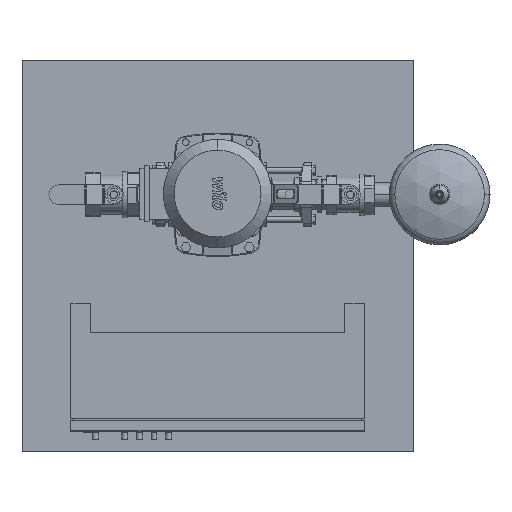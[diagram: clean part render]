
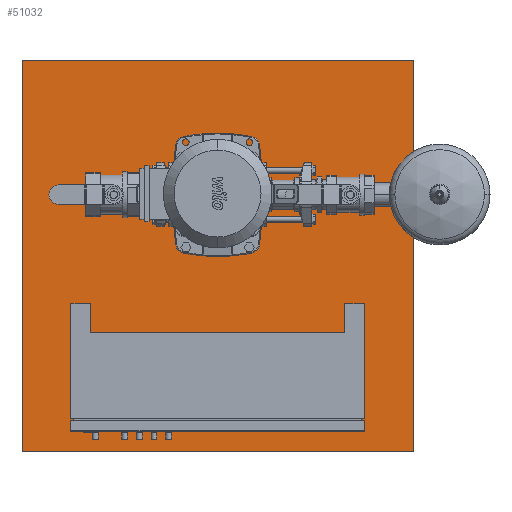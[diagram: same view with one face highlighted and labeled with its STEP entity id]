
A CAD part, top view. The second image highlights one B-rep face of the part: STEP entity #51032.
In plain terms, the highlighted planar face has unit normal (0, 0, 1).
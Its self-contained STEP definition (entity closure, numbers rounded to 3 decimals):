
#50993=CARTESIAN_POINT('',(-400.0,-125.,125.0));
#50994=DIRECTION('',(0.0,0.0,1.0));
#50995=DIRECTION('',(0.0,-1.0,0.0));
#50996=AXIS2_PLACEMENT_3D('',#50993,#50994,#50995);
#50997=PLANE('',#50996);
#50998=CARTESIAN_POINT('',(400.0,-525.0,125.));
#50999=VERTEX_POINT('',#50998);
#51000=CARTESIAN_POINT('',(400.0,275.0,125.));
#51001=VERTEX_POINT('',#51000);
#51002=CARTESIAN_POINT('',(400.0,-525.0,125.));
#51003=DIRECTION('',(0.0,1.0,0.0));
#51004=VECTOR('',#51003,800.0);
#51005=LINE('',#51002,#51004);
#51006=EDGE_CURVE('',#50999,#51001,#51005,.T.);
#51007=ORIENTED_EDGE('',*,*,#51006,.T.);
#51008=CARTESIAN_POINT('',(-400.0,275.0,125.));
#51009=VERTEX_POINT('',#51008);
#51010=CARTESIAN_POINT('',(-400.0,275.0,125.));
#51011=DIRECTION('',(1.0,0.0,0.0));
#51012=VECTOR('',#51011,800.0);
#51013=LINE('',#51010,#51012);
#51014=EDGE_CURVE('',#51009,#51001,#51013,.T.);
#51015=ORIENTED_EDGE('',*,*,#51014,.F.);
#51016=CARTESIAN_POINT('',(-400.0,-525.0,125.));
#51017=VERTEX_POINT('',#51016);
#51018=CARTESIAN_POINT('',(-400.0,275.0,125.));
#51019=DIRECTION('',(0.0,-1.0,0.0));
#51020=VECTOR('',#51019,800.0);
#51021=LINE('',#51018,#51020);
#51022=EDGE_CURVE('',#51009,#51017,#51021,.T.);
#51023=ORIENTED_EDGE('',*,*,#51022,.T.);
#51024=CARTESIAN_POINT('',(-400.0,-525.0,125.));
#51025=DIRECTION('',(1.0,0.0,0.0));
#51026=VECTOR('',#51025,800.0);
#51027=LINE('',#51024,#51026);
#51028=EDGE_CURVE('',#51017,#50999,#51027,.T.);
#51029=ORIENTED_EDGE('',*,*,#51028,.T.);
#51030=EDGE_LOOP('',(#51007,#51015,#51023,#51029));
#51031=FACE_OUTER_BOUND('',#51030,.T.);
#51032=ADVANCED_FACE('',(#51031),#50997,.T.);
